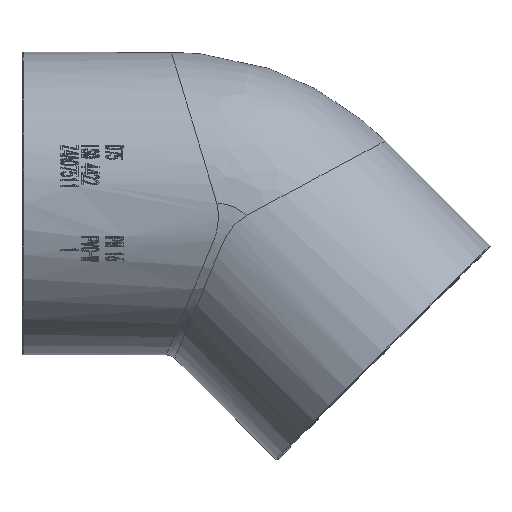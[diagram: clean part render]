
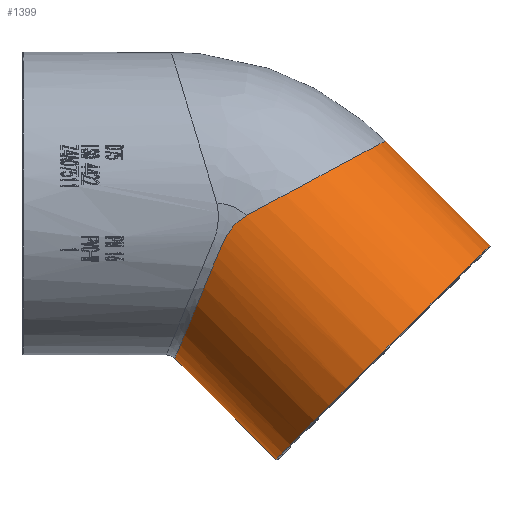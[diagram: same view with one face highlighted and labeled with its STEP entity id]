
A CAD part, top view. The second image highlights one B-rep face of the part: STEP entity #1399.
In plain terms, the highlighted cylindrical face has radius 43.8 mm (diameter 87.6 mm), a full revolution.
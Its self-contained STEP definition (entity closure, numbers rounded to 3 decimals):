
#127=FACE_BOUND('',#2324,.T.);
#128=FACE_BOUND('',#2325,.T.);
#317=CYLINDRICAL_SURFACE('',#6425,43.8);
#995=B_SPLINE_CURVE_WITH_KNOTS('',3,(#23522,#23523,#23524,#23525,#23526,
#23527,#23528,#23529,#23530,#23531,#23532,#23533,#23534,#23535),
 .UNSPECIFIED.,.F.,.F.,(4,1,1,1,1,1,1,1,1,1,1,4),(0.,0.148,
0.296,0.445,0.593,0.741,
0.815,0.889,0.963,0.982,
0.991,1.),.UNSPECIFIED.);
#996=B_SPLINE_CURVE_WITH_KNOTS('',3,(#23537,#23538,#23539,#23540,#23541,
#23542,#23543,#23544),.UNSPECIFIED.,.F.,.F.,(4,1,1,1,1,4),(0.,0.001,
0.201,0.401,0.6,1.),.UNSPECIFIED.);
#997=B_SPLINE_CURVE_WITH_KNOTS('',3,(#26729,#26730,#26731,#26732,#26733,
#26734,#26735,#26736),.UNSPECIFIED.,.F.,.F.,(4,1,1,1,1,4),(0.,0.4,
0.599,0.799,0.999,1.),.UNSPECIFIED.);
#998=B_SPLINE_CURVE_WITH_KNOTS('',3,(#26739,#26740,#26741,#26742,#26743,
#26744,#26745,#26746,#26747,#26748,#26749,#26750,#26751,#26752,#26753,#26754,
#26755,#26756,#26757,#26758,#26759,#26760,#26761),.UNSPECIFIED.,.F.,.F.,
(4,1,1,1,1,1,1,1,1,1,1,1,1,1,1,1,1,1,1,1,4),(0.,0.063,0.125,0.188,0.25,
0.313,0.328,0.344,0.375,0.438,0.5,0.563,0.625,0.656,0.672,
0.688,0.75,0.813,0.875,0.938,1.),.UNSPECIFIED.);
#999=B_SPLINE_CURVE_WITH_KNOTS('',3,(#26762,#26763,#26764,#26765,#26766,
#26767,#26768,#26769,#26770,#26771,#26772,#26773,#26774,#26775),
 .UNSPECIFIED.,.F.,.F.,(4,1,1,1,1,1,1,1,1,1,1,4),(0.,0.009,
0.018,0.037,0.111,0.185,
0.259,0.407,0.555,0.704,
0.852,1.),.UNSPECIFIED.);
#1399=ADVANCED_FACE('',(#127,#128),#317,.T.);
#2324=EDGE_LOOP('',(#3878,#3879,#3880,#3881,#3882));
#2325=EDGE_LOOP('',(#3883));
#2562=CIRCLE('',#6422,43.8);
#3878=ORIENTED_EDGE('',*,*,#5906,.F.);
#3879=ORIENTED_EDGE('',*,*,#5907,.F.);
#3880=ORIENTED_EDGE('',*,*,#5903,.F.);
#3881=ORIENTED_EDGE('',*,*,#5902,.F.);
#3882=ORIENTED_EDGE('',*,*,#5908,.F.);
#3883=ORIENTED_EDGE('',*,*,#5904,.T.);
#5027=VERTEX_POINT('',#23490);
#5031=VERTEX_POINT('',#23521);
#5032=VERTEX_POINT('',#23536);
#5033=VERTEX_POINT('',#26726);
#5034=VERTEX_POINT('',#26737);
#5035=VERTEX_POINT('',#26738);
#5902=EDGE_CURVE('',#5031,#5032,#995,.T.);
#5903=EDGE_CURVE('',#5032,#5027,#996,.T.);
#5904=EDGE_CURVE('',#5033,#5033,#2562,.T.);
#5906=EDGE_CURVE('',#5034,#5035,#997,.T.);
#5907=EDGE_CURVE('',#5027,#5034,#998,.T.);
#5908=EDGE_CURVE('',#5035,#5031,#999,.T.);
#6422=AXIS2_PLACEMENT_3D('',#26725,#7156,#7157);
#6425=AXIS2_PLACEMENT_3D('',#26776,#7162,#7163);
#7156=DIRECTION('',(-0.707,0.707,0.));
#7157=DIRECTION('',(-0.707,-0.707,0.));
#7162=DIRECTION('',(-0.707,0.707,0.));
#7163=DIRECTION('',(-0.707,-0.707,0.));
#23490=CARTESIAN_POINT('',(382.163,-3.515,43.8));
#23521=CARTESIAN_POINT('',(361.531,-44.825,0.));
#23522=CARTESIAN_POINT('',(361.531,-44.825,0.));
#23523=CARTESIAN_POINT('',(361.531,-44.825,2.656));
#23524=CARTESIAN_POINT('',(361.732,-44.339,8.139));
#23525=CARTESIAN_POINT('',(362.728,-41.934,16.453));
#23526=CARTESIAN_POINT('',(364.439,-37.804,24.342));
#23527=CARTESIAN_POINT('',(366.796,-32.113,31.282));
#23528=CARTESIAN_POINT('',(369.174,-26.374,35.924));
#23529=CARTESIAN_POINT('',(371.222,-21.428,38.835));
#23530=CARTESIAN_POINT('',(372.805,-17.606,40.612));
#23531=CARTESIAN_POINT('',(374.01,-14.698,41.64));
#23532=CARTESIAN_POINT('',(374.743,-12.928,42.154));
#23533=CARTESIAN_POINT('',(375.011,-12.281,42.33));
#23534=CARTESIAN_POINT('',(375.14,-11.964,42.412));
#23535=CARTESIAN_POINT('',(375.207,-11.805,42.453));
#23536=CARTESIAN_POINT('',(375.208,-11.805,42.453));
#23537=CARTESIAN_POINT('',(375.207,-11.805,42.453));
#23538=CARTESIAN_POINT('',(375.209,-11.802,42.453));
#23539=CARTESIAN_POINT('',(375.483,-11.153,42.619));
#23540=CARTESIAN_POINT('',(376.123,-9.817,42.94));
#23541=CARTESIAN_POINT('',(377.3,-8.003,43.317));
#23542=CARTESIAN_POINT('',(379.198,-5.729,43.691));
#23543=CARTESIAN_POINT('',(380.904,-4.317,43.8));
#23544=CARTESIAN_POINT('',(382.163,-3.515,43.8));
#26725=CARTESIAN_POINT('',(421.71,-43.061,0.));
#26726=CARTESIAN_POINT('',(390.738,-74.033,0.));
#26729=CARTESIAN_POINT('',(382.163,-3.515,-43.8));
#26730=CARTESIAN_POINT('',(380.904,-4.317,-43.8));
#26731=CARTESIAN_POINT('',(379.207,-5.72,-43.692));
#26732=CARTESIAN_POINT('',(377.307,-7.994,-43.318));
#26733=CARTESIAN_POINT('',(376.125,-9.815,-42.941));
#26734=CARTESIAN_POINT('',(375.483,-11.152,-42.619));
#26735=CARTESIAN_POINT('',(375.209,-11.802,-42.453));
#26736=CARTESIAN_POINT('',(375.207,-11.805,-42.453));
#26737=CARTESIAN_POINT('',(382.163,-3.515,-43.8));
#26738=CARTESIAN_POINT('',(375.208,-11.805,-42.453));
#26739=CARTESIAN_POINT('',(382.163,-3.515,43.8));
#26740=CARTESIAN_POINT('',(384.681,-2.161,43.8));
#26741=CARTESIAN_POINT('',(389.846,0.616,43.283));
#26742=CARTESIAN_POINT('',(397.558,4.762,40.795));
#26743=CARTESIAN_POINT('',(404.755,8.631,36.623));
#26744=CARTESIAN_POINT('',(410.992,11.984,31.004));
#26745=CARTESIAN_POINT('',(414.71,13.983,26.006));
#26746=CARTESIAN_POINT('',(416.746,15.077,22.496));
#26747=CARTESIAN_POINT('',(417.987,15.744,20.116));
#26748=CARTESIAN_POINT('',(419.929,16.788,15.697));
#26749=CARTESIAN_POINT('',(421.9,17.848,8.801));
#26750=CARTESIAN_POINT('',(422.722,18.29,0.));
#26751=CARTESIAN_POINT('',(421.9,17.848,-8.801));
#26752=CARTESIAN_POINT('',(419.929,16.788,-15.697));
#26753=CARTESIAN_POINT('',(417.987,15.744,-20.116));
#26754=CARTESIAN_POINT('',(416.746,15.077,-22.496));
#26755=CARTESIAN_POINT('',(414.71,13.983,-26.006));
#26756=CARTESIAN_POINT('',(410.992,11.984,-31.004));
#26757=CARTESIAN_POINT('',(404.755,8.631,-36.623));
#26758=CARTESIAN_POINT('',(397.558,4.762,-40.795));
#26759=CARTESIAN_POINT('',(389.846,0.616,-43.283));
#26760=CARTESIAN_POINT('',(384.681,-2.161,-43.8));
#26761=CARTESIAN_POINT('',(382.163,-3.515,-43.8));
#26762=CARTESIAN_POINT('',(375.207,-11.805,-42.453));
#26763=CARTESIAN_POINT('',(375.14,-11.964,-42.412));
#26764=CARTESIAN_POINT('',(375.011,-12.281,-42.33));
#26765=CARTESIAN_POINT('',(374.743,-12.928,-42.154));
#26766=CARTESIAN_POINT('',(374.01,-14.698,-41.64));
#26767=CARTESIAN_POINT('',(372.805,-17.606,-40.612));
#26768=CARTESIAN_POINT('',(371.222,-21.428,-38.835));
#26769=CARTESIAN_POINT('',(369.174,-26.374,-35.924));
#26770=CARTESIAN_POINT('',(366.796,-32.113,-31.282));
#26771=CARTESIAN_POINT('',(364.439,-37.804,-24.342));
#26772=CARTESIAN_POINT('',(362.728,-41.934,-16.453));
#26773=CARTESIAN_POINT('',(361.732,-44.339,-8.139));
#26774=CARTESIAN_POINT('',(361.531,-44.825,-2.656));
#26775=CARTESIAN_POINT('',(361.531,-44.825,0.));
#26776=CARTESIAN_POINT('',(421.886,-43.238,0.));
